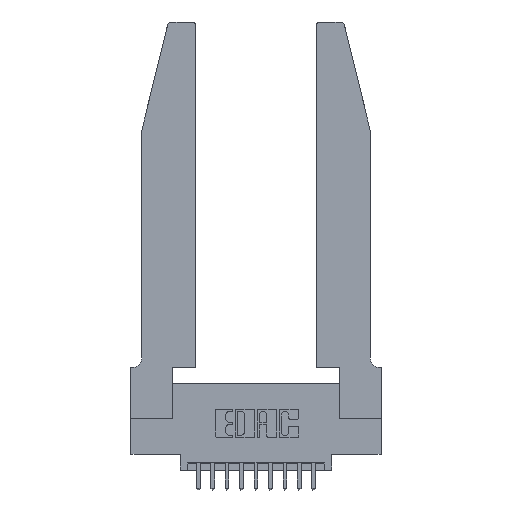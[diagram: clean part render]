
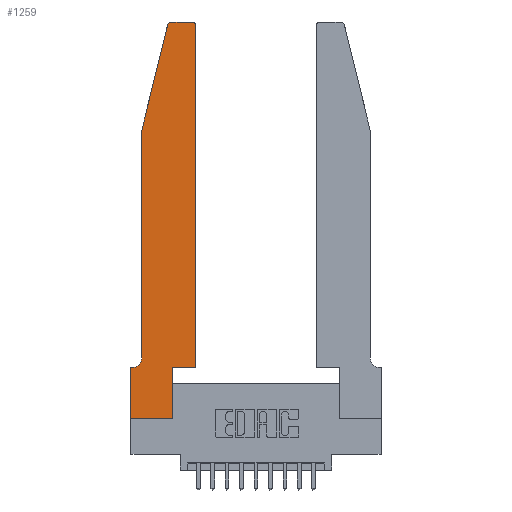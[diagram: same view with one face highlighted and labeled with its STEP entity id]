
A CAD part, top view. The second image highlights one B-rep face of the part: STEP entity #1259.
In plain terms, the highlighted planar face has unit normal (0, 0, 1).
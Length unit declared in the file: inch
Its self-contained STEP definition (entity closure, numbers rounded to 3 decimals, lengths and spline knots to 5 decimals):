
#67 = VECTOR ( 'NONE', #9195, 39.37008 ) ;
#355 = CARTESIAN_POINT ( 'NONE',  ( 0.25487, 2.72718, 0.37 ) ) ;
#635 = CARTESIAN_POINT ( 'NONE',  ( 0.2865, 0.35, 0.37 ) ) ;
#881 = CARTESIAN_POINT ( 'NONE',  ( 0.0055, 0.35, 0.37 ) ) ;
#1142 = EDGE_LOOP ( 'NONE', ( #15621, #2571, #12677, #9669, #10076, #3759, #7114, #4145, #10876, #7904, #4940, #12083 ) ) ;
#1259 = ADVANCED_FACE ( 'NONE', ( #7388 ), #15129, .T. ) ;
#1292 = CARTESIAN_POINT ( 'NONE',  ( 0.284, 2.75, 0.37 ) ) ;
#1299 = CARTESIAN_POINT ( 'NONE',  ( 0.0755, 0.42, 0.37 ) ) ;
#1414 = DIRECTION ( 'NONE',  ( 0., -1., 0. ) ) ;
#1463 = DIRECTION ( 'NONE',  ( 0., 0., 1. ) ) ;
#1549 = VERTEX_POINT ( 'NONE', #1292 ) ;
#1616 = VECTOR ( 'NONE', #8431, 39.37008 ) ;
#1975 = AXIS2_PLACEMENT_3D ( 'NONE', #9664, #2104, #10947 ) ;
#2091 = CARTESIAN_POINT ( 'NONE',  ( 0.4505, 0.35, 0.37 ) ) ;
#2104 = DIRECTION ( 'NONE',  ( 0., 0., 1. ) ) ;
#2365 = LINE ( 'NONE', #4897, #5317 ) ;
#2454 = EDGE_CURVE ( 'NONE', #8492, #8756, #9728, .T. ) ;
#2571 = ORIENTED_EDGE ( 'NONE', *, *, #9686, .T. ) ;
#2837 = CIRCLE ( 'NONE', #1975, 0.03 ) ;
#3140 = LINE ( 'NONE', #9730, #5300 ) ;
#3406 = VERTEX_POINT ( 'NONE', #881 ) ;
#3528 = LINE ( 'NONE', #10970, #14021 ) ;
#3735 = DIRECTION ( 'NONE',  ( 0., 0., -1. ) ) ;
#3759 = ORIENTED_EDGE ( 'NONE', *, *, #6429, .T. ) ;
#4040 = LINE ( 'NONE', #5662, #7000 ) ;
#4145 = ORIENTED_EDGE ( 'NONE', *, *, #13825, .T. ) ;
#4352 = VERTEX_POINT ( 'NONE', #10652 ) ;
#4457 = CARTESIAN_POINT ( 'NONE',  ( 0., 0.35, 0.37 ) ) ;
#4598 = EDGE_CURVE ( 'NONE', #5768, #8492, #2365, .T. ) ;
#4669 = DIRECTION ( 'NONE',  ( 1., 0., 0. ) ) ;
#4711 = DIRECTION ( 'NONE',  ( -1., 0., 0. ) ) ;
#4897 = CARTESIAN_POINT ( 'NONE',  ( 0.0755, 2., 0.37 ) ) ;
#4940 = ORIENTED_EDGE ( 'NONE', *, *, #15233, .T. ) ;
#5102 = EDGE_CURVE ( 'NONE', #11087, #1549, #3140, .T. ) ;
#5300 = VECTOR ( 'NONE', #4711, 39.37008 ) ;
#5317 = VECTOR ( 'NONE', #16290, 39.37008 ) ;
#5397 = CARTESIAN_POINT ( 'NONE',  ( 0.0755, 0.35, 0.37 ) ) ;
#5662 = CARTESIAN_POINT ( 'NONE',  ( 0.2865, 0.35, 0.37 ) ) ;
#5754 = EDGE_CURVE ( 'NONE', #15487, #12771, #13022, .T. ) ;
#5768 = VERTEX_POINT ( 'NONE', #355 ) ;
#5905 = VERTEX_POINT ( 'NONE', #635 ) ;
#6283 = CIRCLE ( 'NONE', #10154, 0.03 ) ;
#6347 = AXIS2_PLACEMENT_3D ( 'NONE', #11310, #3735, #12595 ) ;
#6429 = EDGE_CURVE ( 'NONE', #3406, #15487, #6837, .T. ) ;
#6537 = AXIS2_PLACEMENT_3D ( 'NONE', #15147, #13682, #9721 ) ;
#6556 = DIRECTION ( 'NONE',  ( 0., 1., 0. ) ) ;
#6682 = DIRECTION ( 'NONE',  ( 0., -1., 0. ) ) ;
#6837 = LINE ( 'NONE', #5397, #67 ) ;
#7000 = VECTOR ( 'NONE', #15842, 39.37008 ) ;
#7114 = ORIENTED_EDGE ( 'NONE', *, *, #5754, .T. ) ;
#7155 = VERTEX_POINT ( 'NONE', #9391 ) ;
#7281 = VECTOR ( 'NONE', #6556, 39.37008 ) ;
#7388 = FACE_OUTER_BOUND ( 'NONE', #1142, .T. ) ;
#7904 = ORIENTED_EDGE ( 'NONE', *, *, #10232, .T. ) ;
#8431 = DIRECTION ( 'NONE',  ( 1., 0., 0. ) ) ;
#8492 = VERTEX_POINT ( 'NONE', #9593 ) ;
#8756 = VERTEX_POINT ( 'NONE', #1299 ) ;
#9026 = CARTESIAN_POINT ( 'NONE',  ( 0.4205, 2.72, 0.37 ) ) ;
#9044 = EDGE_CURVE ( 'NONE', #4352, #5905, #4040, .T. ) ;
#9195 = DIRECTION ( 'NONE',  ( -1., 0., 0. ) ) ;
#9391 = CARTESIAN_POINT ( 'NONE',  ( 0.4505, 2.72, 0.37 ) ) ;
#9593 = CARTESIAN_POINT ( 'NONE',  ( 0.0755, 2., 0.37 ) ) ;
#9664 = CARTESIAN_POINT ( 'NONE',  ( 0.284, 2.72, 0.37 ) ) ;
#9669 = ORIENTED_EDGE ( 'NONE', *, *, #2454, .T. ) ;
#9686 = EDGE_CURVE ( 'NONE', #1549, #5768, #2837, .T. ) ;
#9721 = DIRECTION ( 'NONE',  ( 1., 0., 0. ) ) ;
#9728 = LINE ( 'NONE', #10261, #16437 ) ;
#9730 = CARTESIAN_POINT ( 'NONE',  ( 0.2605, 2.75, 0.37 ) ) ;
#10038 = CARTESIAN_POINT ( 'NONE',  ( 0.4205, 2.75, 0.37 ) ) ;
#10076 = ORIENTED_EDGE ( 'NONE', *, *, #13989, .T. ) ;
#10154 = AXIS2_PLACEMENT_3D ( 'NONE', #9026, #1463, #10303 ) ;
#10232 = EDGE_CURVE ( 'NONE', #5905, #15978, #14686, .T. ) ;
#10261 = CARTESIAN_POINT ( 'NONE',  ( 0.0755, 2., 0.37 ) ) ;
#10303 = DIRECTION ( 'NONE',  ( 1., 0., 0. ) ) ;
#10630 = LINE ( 'NONE', #11563, #7281 ) ;
#10652 = CARTESIAN_POINT ( 'NONE',  ( 0.2865, 0., 0.37 ) ) ;
#10834 = CIRCLE ( 'NONE', #6347, 0.07 ) ;
#10876 = ORIENTED_EDGE ( 'NONE', *, *, #9044, .T. ) ;
#10947 = DIRECTION ( 'NONE',  ( 1., 0., 0. ) ) ;
#10970 = CARTESIAN_POINT ( 'NONE',  ( 0., 0., 0.37 ) ) ;
#11087 = VERTEX_POINT ( 'NONE', #10038 ) ;
#11310 = CARTESIAN_POINT ( 'NONE',  ( 0.0055, 0.42, 0.37 ) ) ;
#11563 = CARTESIAN_POINT ( 'NONE',  ( 0.4505, 0.35, 0.37 ) ) ;
#12083 = ORIENTED_EDGE ( 'NONE', *, *, #12829, .T. ) ;
#12595 = DIRECTION ( 'NONE',  ( -1., 0., 0. ) ) ;
#12677 = ORIENTED_EDGE ( 'NONE', *, *, #4598, .T. ) ;
#12771 = VERTEX_POINT ( 'NONE', #15183 ) ;
#12829 = EDGE_CURVE ( 'NONE', #7155, #11087, #6283, .T. ) ;
#13022 = LINE ( 'NONE', #15534, #15962 ) ;
#13682 = DIRECTION ( 'NONE',  ( 0., 0., 1. ) ) ;
#13825 = EDGE_CURVE ( 'NONE', #12771, #4352, #3528, .T. ) ;
#13989 = EDGE_CURVE ( 'NONE', #8756, #3406, #10834, .T. ) ;
#14021 = VECTOR ( 'NONE', #4669, 39.37008 ) ;
#14351 = CARTESIAN_POINT ( 'NONE',  ( 0.4505, 0.35, 0.37 ) ) ;
#14686 = LINE ( 'NONE', #2091, #1616 ) ;
#15129 = PLANE ( 'NONE',  #6537 ) ;
#15147 = CARTESIAN_POINT ( 'NONE',  ( 0., 0.35, 0.37 ) ) ;
#15183 = CARTESIAN_POINT ( 'NONE',  ( 0., 0., 0.37 ) ) ;
#15233 = EDGE_CURVE ( 'NONE', #15978, #7155, #10630, .T. ) ;
#15487 = VERTEX_POINT ( 'NONE', #4457 ) ;
#15534 = CARTESIAN_POINT ( 'NONE',  ( 0., 0., 0.37 ) ) ;
#15621 = ORIENTED_EDGE ( 'NONE', *, *, #5102, .T. ) ;
#15842 = DIRECTION ( 'NONE',  ( 0., 1., 0. ) ) ;
#15962 = VECTOR ( 'NONE', #6682, 39.37008 ) ;
#15978 = VERTEX_POINT ( 'NONE', #14351 ) ;
#16290 = DIRECTION ( 'NONE',  ( -0.239, -0.971, 0. ) ) ;
#16437 = VECTOR ( 'NONE', #1414, 39.37008 ) ;
